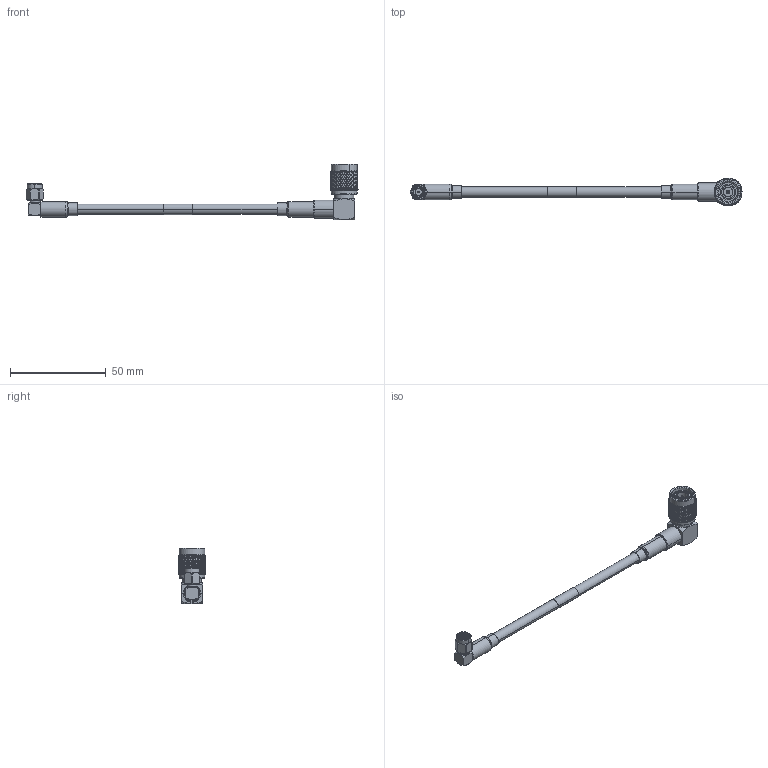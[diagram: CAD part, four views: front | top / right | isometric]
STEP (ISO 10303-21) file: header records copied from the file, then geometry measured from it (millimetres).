
FILE_DESCRIPTION (( 'STEP AP203' ), '1' );
FILE_NAME ('FMCA2738.STEP', '2022-03-09T18:30:06', ( '' ), ( '' ), 'SwSTEP 2.0', 'SolidWorks 2021', '' );
FILE_SCHEMA (( 'CONFIG_CONTROL_DESIGN' ));
Length unit declared in the file: millimetre
Products named in the file (5): SC4264_1; FMCA2738; SC6050; CA-240-MA1_.75" Long; RG223_with label
Assembly tree (5 placements, depth 2):
  FMCA2738
    RG223_with label
    SC6050
    CA-240-MA1_.75" Long  x2
    SC4264_1
Bounding box: 173.63 x 14.5 x 29.1 mm (x, y, z)
Volume: 8181.8 mm3; surface area: 9653.8 mm2
Topology: 9 solids, 9 shells, 5960 faces, 12585 edges, 6666 vertices
Faces by surface type: bspline 4408, cylinder 1168, plane 295, cone 71, torus 18
Entity records: 233998 total; most frequent: CARTESIAN_POINT 156625, ORIENTED_EDGE 25078, EDGE_CURVE 12539, VERTEX_POINT 6642, EDGE_LOOP 5971, FACE_OUTER_BOUND 5938, ADVANCED_FACE 5938, B_SPLINE_CURVE_WITH_KNOTS 4913
